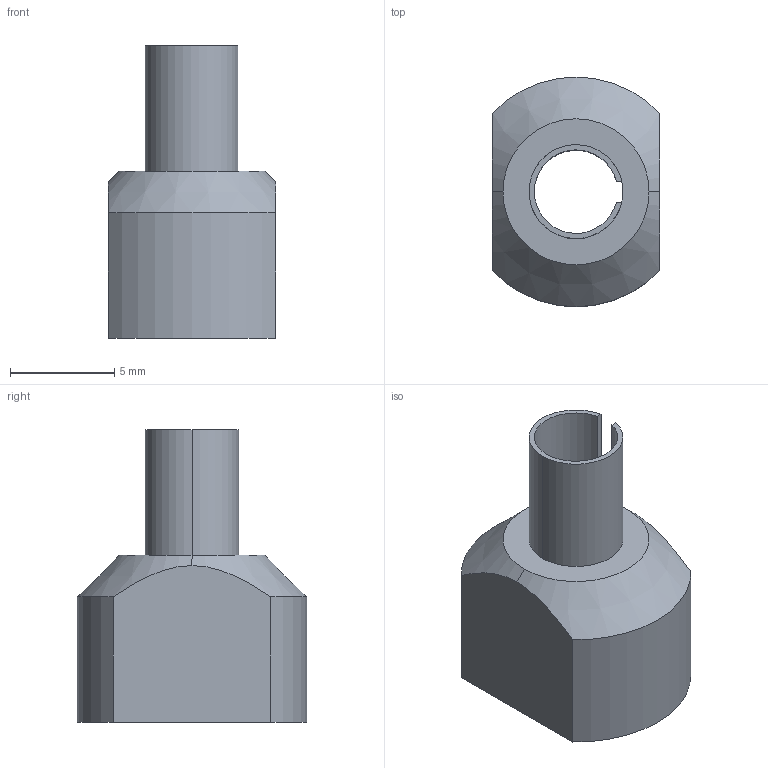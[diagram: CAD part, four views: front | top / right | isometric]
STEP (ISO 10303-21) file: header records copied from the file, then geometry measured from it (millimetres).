
FILE_DESCRIPTION(('CATIA V5 STEP Exchange'),'2;1');
FILE_NAME('AEGT212.stp','2018-08-02T03:00:15+00:00',('none'),('none'),'CATIA Version 5 Release 21 GA (IN-10)','CATIA V5 STEP AP203','none');
FILE_SCHEMA(('CONFIG_CONTROL_DESIGN'));
Length unit declared in the file: millimetre
Products named in the file (1): AEGT212
Bounding box: 8 x 11 x 14 mm (x, y, z)
Volume: 513 mm3; surface area: 828.9 mm2
Topology: 2 solids, 2 shells, 18 faces, 42 edges, 28 vertices
Faces by surface type: cylinder 8, plane 8, cone 2
Entity records: 542 total; most frequent: CARTESIAN_POINT 105, ORIENTED_EDGE 84, DIRECTION 66, EDGE_CURVE 42, AXIS2_PLACEMENT_3D 33, VERTEX_POINT 28, VECTOR 20, EDGE_LOOP 20
